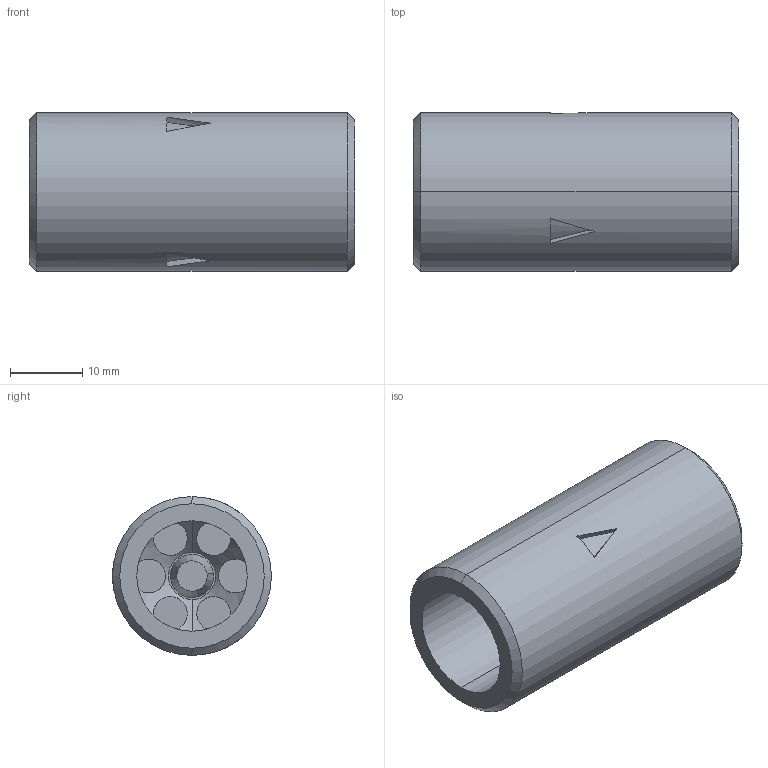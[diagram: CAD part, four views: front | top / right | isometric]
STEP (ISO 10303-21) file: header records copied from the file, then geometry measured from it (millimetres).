
FILE_DESCRIPTION (( 'STEP AP214' ), '1' );
FILE_NAME ('OWV Assembly.STEP', '2020-03-24T12:54:24', ( '' ), ( '' ), 'SwSTEP 2.0', 'SolidWorks 2020', '' );
FILE_SCHEMA (( 'AUTOMOTIVE_DESIGN' ));
Length unit declared in the file: millimetre
Products named in the file (3): Umbrella Silicone; OWV; OWV Assembly
Assembly tree (2 placements, depth 2):
  OWV Assembly
    OWV
    Umbrella Silicone
Bounding box: 45 x 22 x 22 mm (x, y, z)
Volume: 8403 mm3; surface area: 6900.7 mm2
Topology: 2 solids, 2 shells, 62 faces, 137 edges, 86 vertices
Faces by surface type: cylinder 29, plane 9, cone 8, torus 8, bspline 8
Entity records: 2849 total; most frequent: CARTESIAN_POINT 1386, DIRECTION 280, ORIENTED_EDGE 274, EDGE_CURVE 137, AXIS2_PLACEMENT_3D 123, VERTEX_POINT 86, EDGE_LOOP 83, CIRCLE 64
